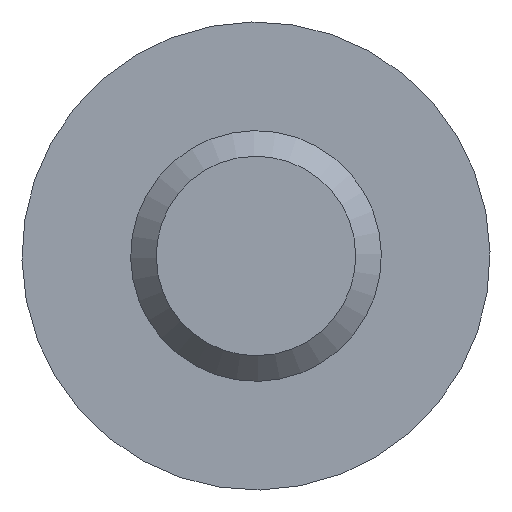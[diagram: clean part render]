
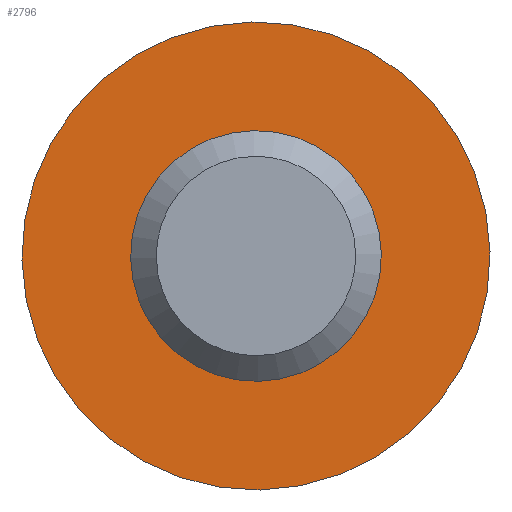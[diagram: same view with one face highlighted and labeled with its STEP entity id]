
A CAD part, front view. The second image highlights one B-rep face of the part: STEP entity #2796.
In plain terms, the highlighted planar face has unit normal (0, -1, 0).
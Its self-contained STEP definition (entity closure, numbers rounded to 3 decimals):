
#1140 = CONICAL_SURFACE('',#1141,2.772,0.035);
#1141 = AXIS2_PLACEMENT_3D('',#1142,#1143,#1144);
#1142 = CARTESIAN_POINT('',(-14.197,-12.214,2.5));
#1143 = DIRECTION('',(0.,-1.,0.));
#1144 = DIRECTION('',(0.485,0.,0.875)
  );
#1542 = EDGE_CURVE('',#1543,#1543,#1545,.T.);
#1543 = VERTEX_POINT('',#1544);
#1544 = CARTESIAN_POINT('',(-12.839,-13.004,
    4.949));
#1545 = SURFACE_CURVE('',#1546,(#1551,#1558),.PCURVE_S1.);
#1546 = CIRCLE('',#1547,2.8);
#1547 = AXIS2_PLACEMENT_3D('',#1548,#1549,#1550);
#1548 = CARTESIAN_POINT('',(-14.197,-13.004,2.5));
#1549 = DIRECTION('',(0.,-1.,0.));
#1550 = DIRECTION('',(0.485,0.,0.875)
  );
#1551 = PCURVE('',#1140,#1552);
#1552 = DEFINITIONAL_REPRESENTATION('',(#1553),#1557);
#1553 = LINE('',#1554,#1555);
#1554 = CARTESIAN_POINT('',(0.,0.79));
#1555 = VECTOR('',#1556,1.);
#1556 = DIRECTION('',(1.,0.));
#1557 = ( GEOMETRIC_REPRESENTATION_CONTEXT(2) 
PARAMETRIC_REPRESENTATION_CONTEXT() REPRESENTATION_CONTEXT('2D SPACE',''
  ) );
#1558 = PCURVE('',#1559,#1564);
#1559 = PLANE('',#1560);
#1560 = AXIS2_PLACEMENT_3D('',#1561,#1562,#1563);
#1561 = CARTESIAN_POINT('',(-13.163,-13.004,
    4.365));
#1562 = DIRECTION('',(0.,-1.,0.));
#1563 = DIRECTION('',(0.875,0.,-0.485));
#1564 = DEFINITIONAL_REPRESENTATION('',(#1565),#1569);
#1565 = CIRCLE('',#1566,2.8);
#1566 = AXIS2_PLACEMENT_2D('',#1567,#1568);
#1567 = CARTESIAN_POINT('',(0.,-2.132));
#1568 = DIRECTION('',(0.,1.));
#1569 = ( GEOMETRIC_REPRESENTATION_CONTEXT(2) 
PARAMETRIC_REPRESENTATION_CONTEXT() REPRESENTATION_CONTEXT('2D SPACE',''
  ) );
#2784 = TOROIDAL_SURFACE('',#2785,1.465,0.1);
#2785 = AXIS2_PLACEMENT_3D('',#2786,#2787,#2788);
#2786 = CARTESIAN_POINT('',(-14.197,-13.104,2.5));
#2787 = DIRECTION('',(0.,-1.,0.));
#2788 = DIRECTION('',(0.875,0.,-0.485));
#2796 = ADVANCED_FACE('',(#2797,#2800),#1559,.T.);
#2797 = FACE_BOUND('',#2798,.T.);
#2798 = EDGE_LOOP('',(#2799));
#2799 = ORIENTED_EDGE('',*,*,#1542,.T.);
#2800 = FACE_BOUND('',#2801,.T.);
#2801 = EDGE_LOOP('',(#2802));
#2802 = ORIENTED_EDGE('',*,*,#2803,.F.);
#2803 = EDGE_CURVE('',#2804,#2804,#2806,.T.);
#2804 = VERTEX_POINT('',#2805);
#2805 = CARTESIAN_POINT('',(-13.486,-13.004,
    3.781));
#2806 = SURFACE_CURVE('',#2807,(#2812,#2819),.PCURVE_S1.);
#2807 = CIRCLE('',#2808,1.465);
#2808 = AXIS2_PLACEMENT_3D('',#2809,#2810,#2811);
#2809 = CARTESIAN_POINT('',(-14.197,-13.004,2.5));
#2810 = DIRECTION('',(0.,-1.,0.));
#2811 = DIRECTION('',(0.485,0.,0.875)
  );
#2812 = PCURVE('',#1559,#2813);
#2813 = DEFINITIONAL_REPRESENTATION('',(#2814),#2818);
#2814 = CIRCLE('',#2815,1.465);
#2815 = AXIS2_PLACEMENT_2D('',#2816,#2817);
#2816 = CARTESIAN_POINT('',(0.,-2.132));
#2817 = DIRECTION('',(0.,1.));
#2818 = ( GEOMETRIC_REPRESENTATION_CONTEXT(2) 
PARAMETRIC_REPRESENTATION_CONTEXT() REPRESENTATION_CONTEXT('2D SPACE',''
  ) );
#2819 = PCURVE('',#2784,#2820);
#2820 = DEFINITIONAL_REPRESENTATION('',(#2821),#2825);
#2821 = LINE('',#2822,#2823);
#2822 = CARTESIAN_POINT('',(1.571,4.712));
#2823 = VECTOR('',#2824,1.);
#2824 = DIRECTION('',(1.,0.));
#2825 = ( GEOMETRIC_REPRESENTATION_CONTEXT(2) 
PARAMETRIC_REPRESENTATION_CONTEXT() REPRESENTATION_CONTEXT('2D SPACE',''
  ) );
